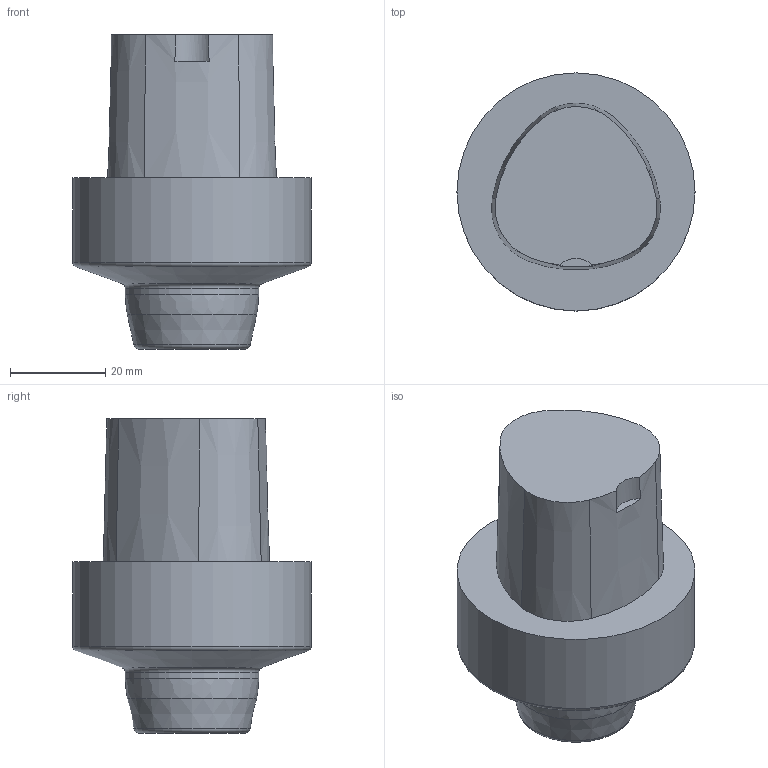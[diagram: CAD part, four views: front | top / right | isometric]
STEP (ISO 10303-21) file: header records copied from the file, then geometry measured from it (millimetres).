
FILE_DESCRIPTION(/* description */ (''),/* implementation_level */ '2;1');
FILE_NAME(/* name */ '2534_1_3d.stp',/* time_stamp */ '2020-02-03T07:07:49+01:00',/* author */ (''),/* organization */ ('SMS'),/* preprocessor_version */ 'ST-DEVELOPER v16.7',/* originating_system */ 'SIEMENS PLM Software NX 12.0',/* authorisation */ '');
FILE_SCHEMA (('AUTOMOTIVE_DESIGN { 1 0 10303 214 3 1 1 1 }'));
Length unit declared in the file: millimetre
Products named in the file (1): 2534_1_3D
Bounding box: 50 x 50 x 66 mm (x, y, z)
Volume: 76138.8 mm3; surface area: 11005 mm2
Topology: 1 solids, 1 shells, 19 faces, 43 edges, 27 vertices
Faces by surface type: cone 8, plane 4, cylinder 3, torus 3, bspline 1
Full cylindrical faces by diameter (mm): 28 x1, 50 x1
Entity records: 560 total; most frequent: CARTESIAN_POINT 114, DIRECTION 100, ORIENTED_EDGE 66, AXIS2_PLACEMENT_3D 47, EDGE_CURVE 33, EDGE_LOOP 28, VERTEX_POINT 25, CIRCLE 25
